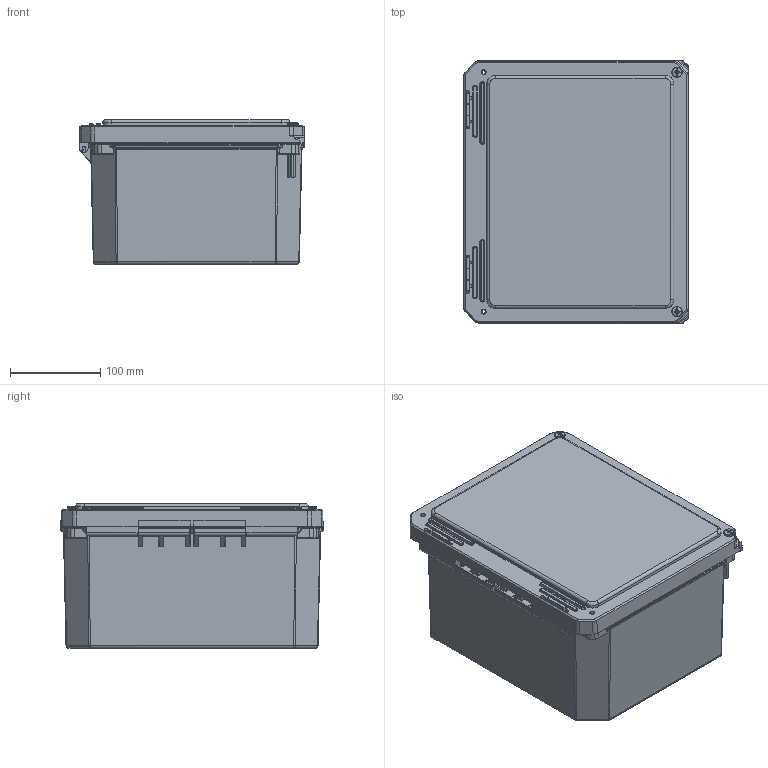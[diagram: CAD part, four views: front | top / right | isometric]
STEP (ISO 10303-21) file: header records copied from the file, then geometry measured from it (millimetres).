
FILE_DESCRIPTION (( 'STEP AP214' ), '1' );
FILE_NAME ('FR100806HW.STEP', '2023-03-28T15:23:28', ( '' ), ( '' ), 'SwSTEP 2.0', 'SolidWorks 2021', '' );
FILE_SCHEMA (( 'AUTOMOTIVE_DESIGN' ));
Length unit declared in the file: inch
Products named in the file (1): FR100806HW
Bounding box: 248.93 x 290.16 x 160.28 mm (x, y, z)
Volume: 1149396.5 mm3; surface area: 628417.5 mm2
Topology: 7 solids, 7 shells, 2031 faces, 5116 edges, 3027 vertices
Faces by surface type: cylinder 800, plane 605, bspline 531, cone 80, torus 14, sphere 1
Entity records: 87607 total; most frequent: CARTESIAN_POINT 44972, ORIENTED_EDGE 10054, DIRECTION 7008, EDGE_CURVE 5027, VERTEX_POINT 3027, LINE 2352, VECTOR 2352, AXIS2_PLACEMENT_3D 2328
